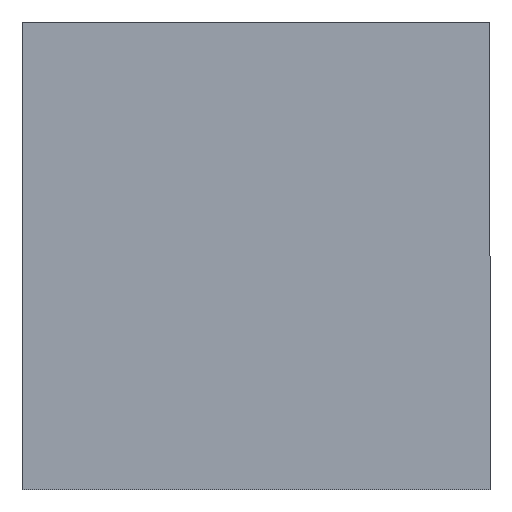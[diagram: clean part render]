
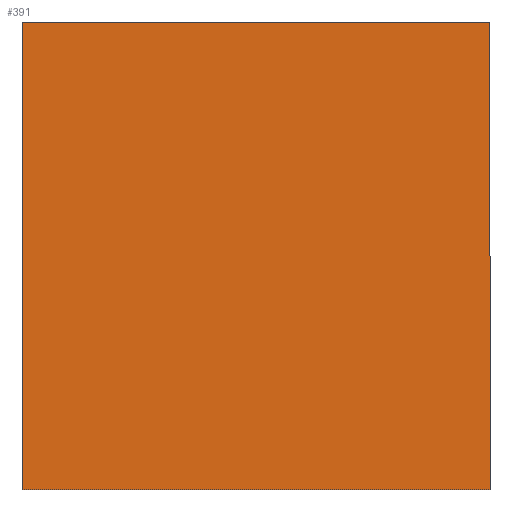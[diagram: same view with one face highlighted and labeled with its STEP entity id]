
A CAD part, front view. The second image highlights one B-rep face of the part: STEP entity #391.
In plain terms, the highlighted planar face has unit normal (0, -1, 0).
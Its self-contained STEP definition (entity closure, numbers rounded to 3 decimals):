
#11 = VECTOR ( 'NONE', #199, 1000. ) ;
#19 = AXIS2_PLACEMENT_3D ( 'NONE', #241, #23, #177 ) ;
#23 = DIRECTION ( 'NONE',  ( 0., -1., 0. ) ) ;
#38 = DIRECTION ( 'NONE',  ( 0., 0., 1. ) ) ;
#44 = LINE ( 'NONE', #206, #315 ) ;
#47 = PLANE ( 'NONE',  #19 ) ;
#49 = LINE ( 'NONE', #147, #91 ) ;
#70 = CARTESIAN_POINT ( 'NONE',  ( -6., 0., -6. ) ) ;
#91 = VECTOR ( 'NONE', #306, 1000. ) ;
#92 = VERTEX_POINT ( 'NONE', #122 ) ;
#111 = FACE_OUTER_BOUND ( 'NONE', #117, .T. ) ;
#113 = DIRECTION ( 'NONE',  ( 0., 0., -1. ) ) ;
#117 = EDGE_LOOP ( 'NONE', ( #149, #372, #307, #370 ) ) ;
#122 = CARTESIAN_POINT ( 'NONE',  ( 6., 0., -6. ) ) ;
#135 = LINE ( 'NONE', #264, #11 ) ;
#147 = CARTESIAN_POINT ( 'NONE',  ( -6., 0., -6. ) ) ;
#149 = ORIENTED_EDGE ( 'NONE', *, *, #380, .F. ) ;
#161 = EDGE_CURVE ( 'NONE', #355, #172, #135, .T. ) ;
#172 = VERTEX_POINT ( 'NONE', #328 ) ;
#177 = DIRECTION ( 'NONE',  ( 0., 0., -1. ) ) ;
#199 = DIRECTION ( 'NONE',  ( 1., 0., 0. ) ) ;
#201 = VERTEX_POINT ( 'NONE', #70 ) ;
#206 = CARTESIAN_POINT ( 'NONE',  ( -6., 0., 6. ) ) ;
#208 = EDGE_CURVE ( 'NONE', #201, #355, #44, .T. ) ;
#241 = CARTESIAN_POINT ( 'NONE',  ( 0., 0., 0. ) ) ;
#264 = CARTESIAN_POINT ( 'NONE',  ( -6., 0., 6. ) ) ;
#271 = CARTESIAN_POINT ( 'NONE',  ( 6., 0., 6. ) ) ;
#298 = EDGE_CURVE ( 'NONE', #92, #201, #49, .T. ) ;
#306 = DIRECTION ( 'NONE',  ( -1., 0., 0. ) ) ;
#307 = ORIENTED_EDGE ( 'NONE', *, *, #208, .F. ) ;
#315 = VECTOR ( 'NONE', #38, 1000. ) ;
#328 = CARTESIAN_POINT ( 'NONE',  ( 6., 0., 6. ) ) ;
#330 = CARTESIAN_POINT ( 'NONE',  ( -6., 0., 6. ) ) ;
#341 = VECTOR ( 'NONE', #113, 1000. ) ;
#355 = VERTEX_POINT ( 'NONE', #330 ) ;
#370 = ORIENTED_EDGE ( 'NONE', *, *, #298, .F. ) ;
#372 = ORIENTED_EDGE ( 'NONE', *, *, #161, .F. ) ;
#380 = EDGE_CURVE ( 'NONE', #172, #92, #403, .T. ) ;
#391 = ADVANCED_FACE ( 'NONE', ( #111 ), #47, .T. ) ;
#403 = LINE ( 'NONE', #271, #341 ) ;
